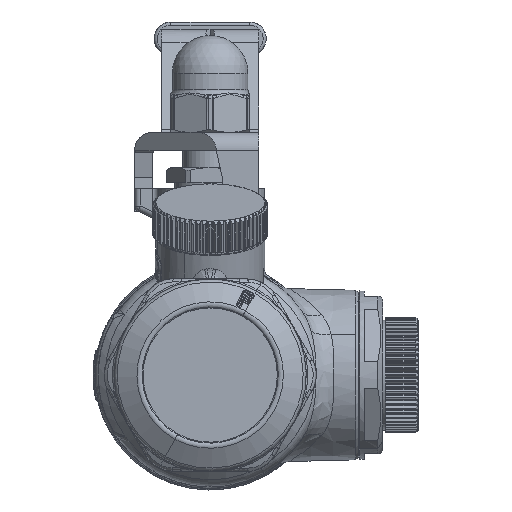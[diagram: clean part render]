
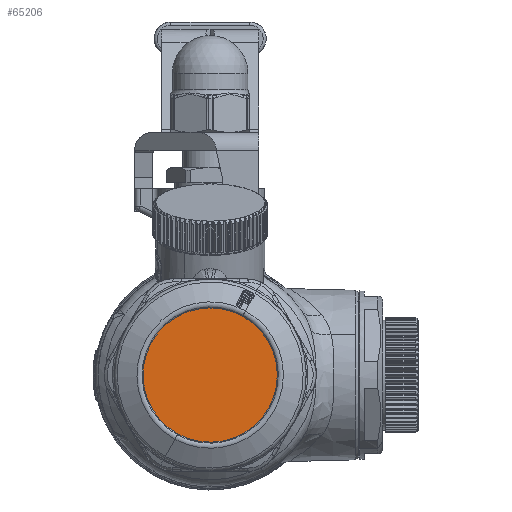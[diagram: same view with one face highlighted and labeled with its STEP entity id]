
A CAD part, left-side view. The second image highlights one B-rep face of the part: STEP entity #65206.
In plain terms, the highlighted planar face has unit normal (1, 0, 0).
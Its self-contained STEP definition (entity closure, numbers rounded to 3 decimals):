
#65084=CARTESIAN_POINT('Axis2P3D Location',(-52.875,11.15,0.)) ;
#65090=CARTESIAN_POINT('Control Point',(-52.875,-9.983,5.453)) ;
#65091=CARTESIAN_POINT('Control Point',(-52.875,-9.739,5.899)) ;
#65092=CARTESIAN_POINT('Control Point',(-52.875,-9.466,6.329)) ;
#65093=CARTESIAN_POINT('Control Point',(-52.875,-8.864,7.147)) ;
#65094=CARTESIAN_POINT('Control Point',(-52.875,-8.536,7.536)) ;
#65095=CARTESIAN_POINT('Control Point',(-52.875,-7.831,8.266)) ;
#65096=CARTESIAN_POINT('Control Point',(-52.875,-7.454,8.607)) ;
#65097=CARTESIAN_POINT('Control Point',(-52.875,-6.658,9.237)) ;
#65098=CARTESIAN_POINT('Control Point',(-52.875,-6.24,9.524)) ;
#65099=CARTESIAN_POINT('Control Point',(-52.875,-5.367,10.042)) ;
#65100=CARTESIAN_POINT('Control Point',(-52.875,-4.914,10.272)) ;
#65101=CARTESIAN_POINT('Control Point',(-52.875,-3.98,10.668)) ;
#65102=CARTESIAN_POINT('Control Point',(-52.875,-3.5,10.835)) ;
#65103=CARTESIAN_POINT('Control Point',(-52.875,-2.521,11.104)) ;
#65104=CARTESIAN_POINT('Control Point',(-52.875,-2.022,11.205)) ;
#65105=CARTESIAN_POINT('Control Point',(-52.875,-1.016,11.341)) ;
#65106=CARTESIAN_POINT('Control Point',(-52.875,-0.508,11.375)) ;
#65107=CARTESIAN_POINT('Control Point',(-52.875,0.,11.375)) ;
#65108=CARTESIAN_POINT('Vertex',(-52.875,-9.983,5.453)) ;
#65110=CARTESIAN_POINT('Vertex',(-52.875,0.,11.375)) ;
#65114=CARTESIAN_POINT('Control Point',(-52.875,9.983,-5.453)) ;
#65115=CARTESIAN_POINT('Control Point',(-52.875,9.734,-5.909)) ;
#65116=CARTESIAN_POINT('Control Point',(-52.875,9.454,-6.346)) ;
#65117=CARTESIAN_POINT('Control Point',(-52.875,8.838,-7.18)) ;
#65118=CARTESIAN_POINT('Control Point',(-52.875,8.501,-7.576)) ;
#65119=CARTESIAN_POINT('Control Point',(-52.875,7.777,-8.317)) ;
#65120=CARTESIAN_POINT('Control Point',(-52.875,7.39,-8.663)) ;
#65121=CARTESIAN_POINT('Control Point',(-52.875,6.573,-9.298)) ;
#65122=CARTESIAN_POINT('Control Point',(-52.875,6.144,-9.587)) ;
#65123=CARTESIAN_POINT('Control Point',(-52.875,5.248,-10.105)) ;
#65124=CARTESIAN_POINT('Control Point',(-52.875,4.782,-10.334)) ;
#65125=CARTESIAN_POINT('Control Point',(-52.875,3.822,-10.726)) ;
#65126=CARTESIAN_POINT('Control Point',(-52.875,3.329,-10.889)) ;
#65127=CARTESIAN_POINT('Control Point',(-52.875,2.326,-11.147)) ;
#65128=CARTESIAN_POINT('Control Point',(-52.875,1.815,-11.241)) ;
#65129=CARTESIAN_POINT('Control Point',(-52.875,0.787,-11.36)) ;
#65130=CARTESIAN_POINT('Control Point',(-52.875,0.269,-11.384)) ;
#65131=CARTESIAN_POINT('Control Point',(-52.875,-0.767,-11.361)) ;
#65132=CARTESIAN_POINT('Control Point',(-52.875,-1.284,-11.314)) ;
#65133=CARTESIAN_POINT('Control Point',(-52.875,-2.308,-11.15)) ;
#65134=CARTESIAN_POINT('Control Point',(-52.875,-2.815,-11.033)) ;
#65135=CARTESIAN_POINT('Control Point',(-52.875,-3.807,-10.731)) ;
#65136=CARTESIAN_POINT('Control Point',(-52.875,-4.293,-10.547)) ;
#65137=CARTESIAN_POINT('Control Point',(-52.875,-5.234,-10.113)) ;
#65138=CARTESIAN_POINT('Control Point',(-52.875,-5.689,-9.864)) ;
#65139=CARTESIAN_POINT('Control Point',(-52.875,-6.562,-9.306)) ;
#65140=CARTESIAN_POINT('Control Point',(-52.875,-6.979,-8.998)) ;
#65141=CARTESIAN_POINT('Control Point',(-52.875,-7.767,-8.327)) ;
#65142=CARTESIAN_POINT('Control Point',(-52.875,-8.138,-7.964)) ;
#65143=CARTESIAN_POINT('Control Point',(-52.875,-8.827,-7.193)) ;
#65144=CARTESIAN_POINT('Control Point',(-52.875,-9.145,-6.784)) ;
#65145=CARTESIAN_POINT('Control Point',(-52.875,-9.723,-5.927)) ;
#65146=CARTESIAN_POINT('Control Point',(-52.875,-9.982,-5.479)) ;
#65147=CARTESIAN_POINT('Control Point',(-52.875,-10.438,-4.551)) ;
#65148=CARTESIAN_POINT('Control Point',(-52.875,-10.634,-4.072)) ;
#65149=CARTESIAN_POINT('Control Point',(-52.875,-10.96,-3.09)) ;
#65150=CARTESIAN_POINT('Control Point',(-52.875,-11.089,-2.588)) ;
#65151=CARTESIAN_POINT('Control Point',(-52.875,-11.278,-1.57)) ;
#65152=CARTESIAN_POINT('Control Point',(-52.875,-11.338,-1.054)) ;
#65153=CARTESIAN_POINT('Control Point',(-52.875,-11.387,-0.02)) ;
#65154=CARTESIAN_POINT('Control Point',(-52.875,-11.376,0.498)) ;
#65155=CARTESIAN_POINT('Control Point',(-52.875,-11.284,1.53)) ;
#65156=CARTESIAN_POINT('Control Point',(-52.875,-11.202,2.043)) ;
#65157=CARTESIAN_POINT('Control Point',(-52.875,-10.969,3.055)) ;
#65158=CARTESIAN_POINT('Control Point',(-52.875,-10.818,3.553)) ;
#65159=CARTESIAN_POINT('Control Point',(-52.875,-10.449,4.525)) ;
#65160=CARTESIAN_POINT('Control Point',(-52.875,-10.232,4.998)) ;
#65161=CARTESIAN_POINT('Control Point',(-52.875,-9.983,5.453)) ;
#65162=CARTESIAN_POINT('Vertex',(-52.875,9.983,-5.453)) ;
#65166=CARTESIAN_POINT('Control Point',(-52.875,0.,11.375)) ;
#65167=CARTESIAN_POINT('Control Point',(-52.875,0.491,11.375)) ;
#65168=CARTESIAN_POINT('Control Point',(-52.875,0.982,11.343)) ;
#65169=CARTESIAN_POINT('Control Point',(-52.875,1.956,11.216)) ;
#65170=CARTESIAN_POINT('Control Point',(-52.875,2.438,11.121)) ;
#65171=CARTESIAN_POINT('Control Point',(-52.875,3.387,10.87)) ;
#65172=CARTESIAN_POINT('Control Point',(-52.875,3.853,10.714)) ;
#65173=CARTESIAN_POINT('Control Point',(-52.875,4.761,10.342)) ;
#65174=CARTESIAN_POINT('Control Point',(-52.875,5.203,10.127)) ;
#65175=CARTESIAN_POINT('Control Point',(-52.875,6.057,9.641)) ;
#65176=CARTESIAN_POINT('Control Point',(-52.875,6.469,9.37)) ;
#65177=CARTESIAN_POINT('Control Point',(-52.875,7.254,8.775)) ;
#65178=CARTESIAN_POINT('Control Point',(-52.875,7.628,8.453)) ;
#65179=CARTESIAN_POINT('Control Point',(-52.875,8.329,7.762)) ;
#65180=CARTESIAN_POINT('Control Point',(-52.875,8.658,7.395)) ;
#65181=CARTESIAN_POINT('Control Point',(-52.875,9.263,6.62)) ;
#65182=CARTESIAN_POINT('Control Point',(-52.875,9.541,6.214)) ;
#65183=CARTESIAN_POINT('Control Point',(-52.875,10.04,5.369)) ;
#65184=CARTESIAN_POINT('Control Point',(-52.875,10.263,4.93)) ;
#65185=CARTESIAN_POINT('Control Point',(-52.875,10.649,4.029)) ;
#65186=CARTESIAN_POINT('Control Point',(-52.875,10.813,3.566)) ;
#65187=CARTESIAN_POINT('Control Point',(-52.875,11.08,2.622)) ;
#65188=CARTESIAN_POINT('Control Point',(-52.875,11.182,2.142)) ;
#65189=CARTESIAN_POINT('Control Point',(-52.875,11.325,1.172)) ;
#65190=CARTESIAN_POINT('Control Point',(-52.875,11.365,0.682)) ;
#65191=CARTESIAN_POINT('Control Point',(-52.875,11.382,-0.296)) ;
#65192=CARTESIAN_POINT('Control Point',(-52.875,11.358,-0.785)) ;
#65193=CARTESIAN_POINT('Control Point',(-52.875,11.249,-1.757)) ;
#65194=CARTESIAN_POINT('Control Point',(-52.875,11.163,-2.24)) ;
#65195=CARTESIAN_POINT('Control Point',(-52.875,10.929,-3.191)) ;
#65196=CARTESIAN_POINT('Control Point',(-52.875,10.781,-3.66)) ;
#65197=CARTESIAN_POINT('Control Point',(-52.875,10.426,-4.575)) ;
#65198=CARTESIAN_POINT('Control Point',(-52.875,10.218,-5.022)) ;
#65199=CARTESIAN_POINT('Control Point',(-52.875,9.983,-5.453)) ;
#65085=DIRECTION('Axis2P3D Direction',(-1.,-0.,0.)) ;
#65086=DIRECTION('Axis2P3D XDirection',(0.,0.,-1.)) ;
#65087=AXIS2_PLACEMENT_3D('Plane Axis2P3D',#65084,#65085,#65086) ;
#65202=ORIENTED_EDGE('',*,*,#65112,.F.) ;
#65203=ORIENTED_EDGE('',*,*,#65164,.F.) ;
#65204=ORIENTED_EDGE('',*,*,#65200,.F.) ;
#65206=ADVANCED_FACE('Sheet.13',(#65205),#65088,.F.) ;
#65089=B_SPLINE_CURVE_WITH_KNOTS('',3,(#65090,#65091,#65092,#65093,#65094,#65095,#65096,#65097,#65098,#65099,#65100,#65101,#65102,#65103,#65104,#65105,#65106,#65107),.UNSPECIFIED.,.F.,.U.,(4,2,2,2,2,2,2,2,4),(0.,1.523,3.044,4.565,6.086,7.606,9.127,10.648,12.171),.UNSPECIFIED.) ;
#65113=B_SPLINE_CURVE_WITH_KNOTS('',3,(#65114,#65115,#65116,#65117,#65118,#65119,#65120,#65121,#65122,#65123,#65124,#65125,#65126,#65127,#65128,#65129,#65130,#65131,#65132,#65133,#65134,#65135,#65136,#65137,#65138,#65139,#65140,#65141,#65142,#65143,#65144,#65145,#65146,#65147,#65148,#65149,#65150,#65151,#65152,#65153,#65154,#65155,#65156,#65157,#65158,#65159,#65160,#65161),.UNSPECIFIED.,.F.,.U.,(4,2,2,2,2,2,2,2,2,2,2,2,2,2,2,2,2,2,2,2,2,2,2,4),(0.,1.554,3.108,4.66,6.209,7.762,9.316,10.868,12.419,13.973,15.528,17.082,18.634,20.186,21.737,23.287,24.835,26.385,27.936,29.488,31.038,32.593,34.151,35.708),.UNSPECIFIED.) ;
#65165=B_SPLINE_CURVE_WITH_KNOTS('',3,(#65166,#65167,#65168,#65169,#65170,#65171,#65172,#65173,#65174,#65175,#65176,#65177,#65178,#65179,#65180,#65181,#65182,#65183,#65184,#65185,#65186,#65187,#65188,#65189,#65190,#65191,#65192,#65193,#65194,#65195,#65196,#65197,#65198,#65199),.UNSPECIFIED.,.F.,.U.,(4,2,2,2,2,2,2,2,2,2,2,2,2,2,2,2,4),(0.,1.472,2.944,4.415,5.884,7.36,8.837,10.311,11.784,13.255,14.724,16.194,17.663,19.128,20.595,22.065,23.539),.UNSPECIFIED.) ;
#65112=EDGE_CURVE('',#65109,#65111,#65089,.T.) ;
#65164=EDGE_CURVE('',#65163,#65109,#65113,.T.) ;
#65200=EDGE_CURVE('',#65111,#65163,#65165,.T.) ;
#65201=EDGE_LOOP('',(#65202,#65203,#65204)) ;
#65205=FACE_OUTER_BOUND('',#65201,.T.) ;
#65088=PLANE('',#65087) ;
#65109=VERTEX_POINT('',#65108) ;
#65111=VERTEX_POINT('',#65110) ;
#65163=VERTEX_POINT('',#65162) ;
